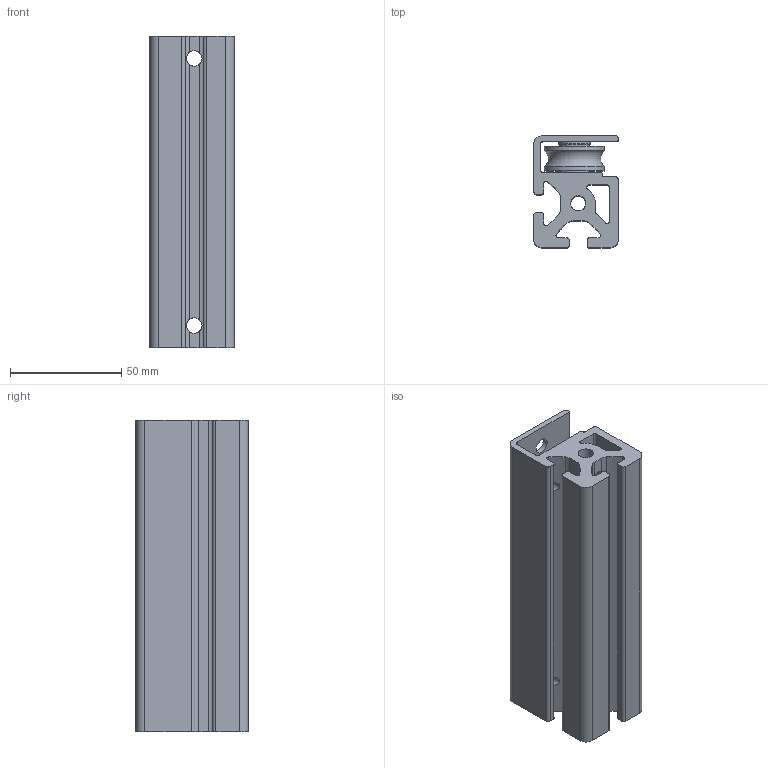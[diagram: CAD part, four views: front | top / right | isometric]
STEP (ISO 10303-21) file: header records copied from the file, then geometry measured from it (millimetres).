
FILE_DESCRIPTION(/* description */ ('KriTec Doppellagereinheit 8 D10 zentrisch'),/* implementation_level */ '2;1');
FILE_NAME(/* name */ '11225_KriTec_Doppel-Lagereinheit_10_zentrisch.stp',/* time_stamp */ '2019-11-14T11:34:45+01:00',/* author */ ('Nell'),/* organization */ (''),/* preprocessor_version */ 'ST-DEVELOPER v17',/* originating_system */ 'Autodesk Inventor 2018',/* authorisation */ '');
FILE_SCHEMA (('AUTOMOTIVE_DESIGN { 1 0 10303 214 3 1 1 }'));
Length unit declared in the file: millimetre
Products named in the file (4): 11225; 13413; 11226 KriTec Laufrolle D10 Rundschliff; 11228_KriTec_Bolzen_8_D10_zentrisch
Assembly tree (5 placements, depth 2):
  11225
    13413
    11226 KriTec Laufrolle D10 Rundschliff  x2
    11228_KriTec_Bolzen_8_D10_zentrisch  x2
Bounding box: 38 x 50.5 x 140 mm (x, y, z)
Volume: 141992.5 mm3; surface area: 62793.5 mm2
Topology: 5 solids, 5 shells, 136 faces, 400 edges, 276 vertices
Faces by surface type: cylinder 66, plane 60, cone 8, torus 2
Full cylindrical faces by diameter (mm): 4.6 x2, 4.917 x2, 5.3 x2, 6 x2, 6.8 x3, 7 x4, 8 x4, 13.5 x4, 14 x4, 27 x4
Entity records: 4483 total; most frequent: CARTESIAN_POINT 1188, DIRECTION 672, ORIENTED_EDGE 666, EDGE_CURVE 333, AXIS2_PLACEMENT_3D 255, VERTEX_POINT 229, LINE 162, VECTOR 162
